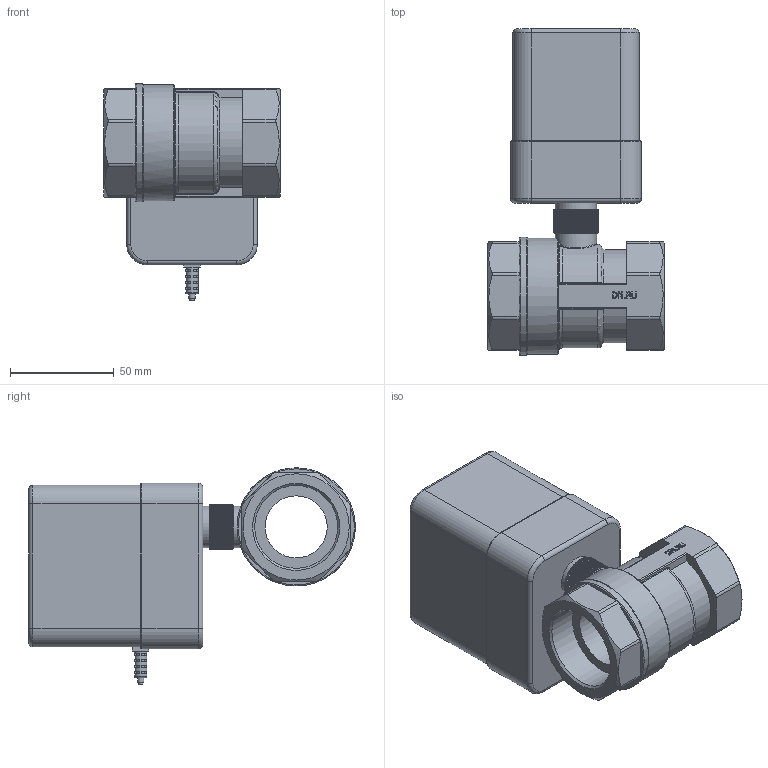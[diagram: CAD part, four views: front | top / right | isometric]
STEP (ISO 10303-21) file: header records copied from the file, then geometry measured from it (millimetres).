
FILE_DESCRIPTION(/* description */ (''),/* implementation_level */ '2;1');
FILE_NAME(/* name */ 'DN40_3D_STEP.stp',/* time_stamp */ '2024-04-14T18:14:49+03:00',/* author */ ('igorr'),/* organization */ (''),/* preprocessor_version */ 'ST-DEVELOPER v19.2',/* originating_system */ 'Autodesk Inventor 2023',/* authorisation */ '');
FILE_SCHEMA (('AUTOMOTIVE_DESIGN { 1 0 10303 214 3 1 1 }'));
Length unit declared in the file: millimetre
Products named in the file (3): Сборка; Деталь1; Деталь2
Assembly tree (2 placements, depth 2):
  Сборка
    Деталь1
    Деталь2
Bounding box: 85 x 157.5 x 104.38 mm (x, y, z)
Volume: 513271 mm3; surface area: 61971.6 mm2
Topology: 2 solids, 2 shells, 709 faces, 1972 edges, 1298 vertices
Faces by surface type: plane 425, cone 140, cylinder 77, bspline 46, torus 21
Full cylindrical faces by diameter (mm): 2 x1, 3 x1, 6 x1, 15 x1, 20 x2, 30 x1, 40 x2, 56 x1, 57 x1
Entity records: 23907 total; most frequent: CARTESIAN_POINT 6543, ORIENTED_EDGE 3944, DIRECTION 2997, EDGE_CURVE 1972, VERTEX_POINT 1298, AXIS2_PLACEMENT_3D 1029, LINE 939, VECTOR 939
